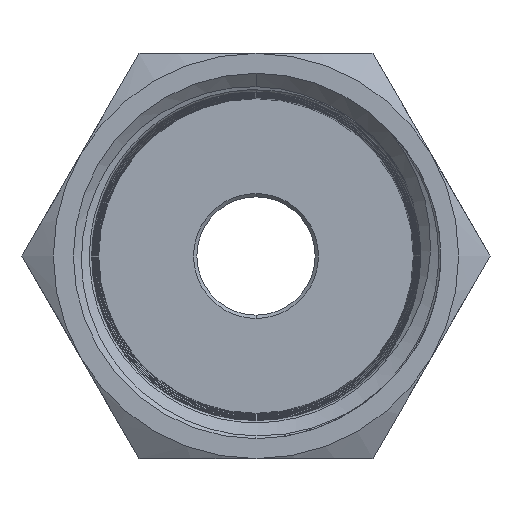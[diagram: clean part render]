
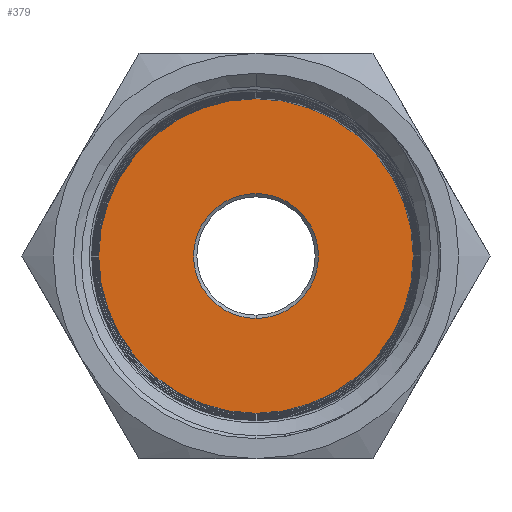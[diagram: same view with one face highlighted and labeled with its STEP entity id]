
A CAD part, front view. The second image highlights one B-rep face of the part: STEP entity #379.
In plain terms, the highlighted planar face has unit normal (0, -1, 0).
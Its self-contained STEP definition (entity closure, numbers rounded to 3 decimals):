
#379 = ADVANCED_FACE ( 'NONE', ( #18488, #3599 ), #34881, .T. ) ;
#819 = CIRCLE ( 'NONE', #14388, 3.7 ) ;
#1891 = EDGE_LOOP ( 'NONE', ( #9015, #17674 ) ) ;
#2794 = VERTEX_POINT ( 'NONE', #31241 ) ;
#3599 = FACE_OUTER_BOUND ( 'NONE', #1891, .T. ) ;
#7166 = AXIS2_PLACEMENT_3D ( 'NONE', #16207, #37114, #19211 ) ;
#9015 = ORIENTED_EDGE ( 'NONE', *, *, #23929, .T. ) ;
#11457 = CARTESIAN_POINT ( 'NONE',  ( 0., -7.1, 0. ) ) ;
#12008 = ORIENTED_EDGE ( 'NONE', *, *, #24549, .T. ) ;
#13182 = DIRECTION ( 'NONE',  ( 0., -1., 0. ) ) ;
#14388 = AXIS2_PLACEMENT_3D ( 'NONE', #11457, #32293, #14437 ) ;
#14437 = DIRECTION ( 'NONE',  ( 0., 0., -1. ) ) ;
#14773 = CARTESIAN_POINT ( 'NONE',  ( 0., -7.1, -9.316 ) ) ;
#14774 = EDGE_LOOP ( 'NONE', ( #26386, #12008 ) ) ;
#15775 = CIRCLE ( 'NONE', #38140, 9.316 ) ;
#15988 = CARTESIAN_POINT ( 'NONE',  ( 0., -7.1, 0. ) ) ;
#16207 = CARTESIAN_POINT ( 'NONE',  ( 0., -7.1, 0. ) ) ;
#17674 = ORIENTED_EDGE ( 'NONE', *, *, #36833, .T. ) ;
#18488 = FACE_BOUND ( 'NONE', #14774, .T. ) ;
#18884 = CIRCLE ( 'NONE', #7166, 9.316 ) ;
#18965 = DIRECTION ( 'NONE',  ( 0., 0., -1. ) ) ;
#19211 = DIRECTION ( 'NONE',  ( 0., 0., -1. ) ) ;
#22482 = VERTEX_POINT ( 'NONE', #32027 ) ;
#23051 = VERTEX_POINT ( 'NONE', #27958 ) ;
#23929 = EDGE_CURVE ( 'NONE', #27857, #22482, #15775, .T. ) ;
#24549 = EDGE_CURVE ( 'NONE', #23051, #2794, #819, .T. ) ;
#24823 = CARTESIAN_POINT ( 'NONE',  ( 0., -7.1, 0. ) ) ;
#26132 = DIRECTION ( 'NONE',  ( 0., 0., -1. ) ) ;
#26386 = ORIENTED_EDGE ( 'NONE', *, *, #33688, .T. ) ;
#27842 = DIRECTION ( 'NONE',  ( 0., -1., 0. ) ) ;
#27857 = VERTEX_POINT ( 'NONE', #14773 ) ;
#27958 = CARTESIAN_POINT ( 'NONE',  ( 0., -7.1, 3.7 ) ) ;
#31060 = CARTESIAN_POINT ( 'NONE',  ( 0., -7.1, 0. ) ) ;
#31241 = CARTESIAN_POINT ( 'NONE',  ( 0., -7.1, -3.7 ) ) ;
#31947 = AXIS2_PLACEMENT_3D ( 'NONE', #15988, #36882, #18965 ) ;
#32027 = CARTESIAN_POINT ( 'NONE',  ( 0., -7.1, 9.315 ) ) ;
#32293 = DIRECTION ( 'NONE',  ( 0., 1., 0. ) ) ;
#33688 = EDGE_CURVE ( 'NONE', #2794, #23051, #36259, .T. ) ;
#34063 = DIRECTION ( 'NONE',  ( 0., 0., -1. ) ) ;
#34881 = PLANE ( 'NONE',  #36526 ) ;
#36259 = CIRCLE ( 'NONE', #31947, 3.7 ) ;
#36526 = AXIS2_PLACEMENT_3D ( 'NONE', #24823, #27842, #26132 ) ;
#36833 = EDGE_CURVE ( 'NONE', #22482, #27857, #18884, .T. ) ;
#36882 = DIRECTION ( 'NONE',  ( 0., 1., 0. ) ) ;
#37114 = DIRECTION ( 'NONE',  ( 0., -1., 0. ) ) ;
#38140 = AXIS2_PLACEMENT_3D ( 'NONE', #31060, #13182, #34063 ) ;
